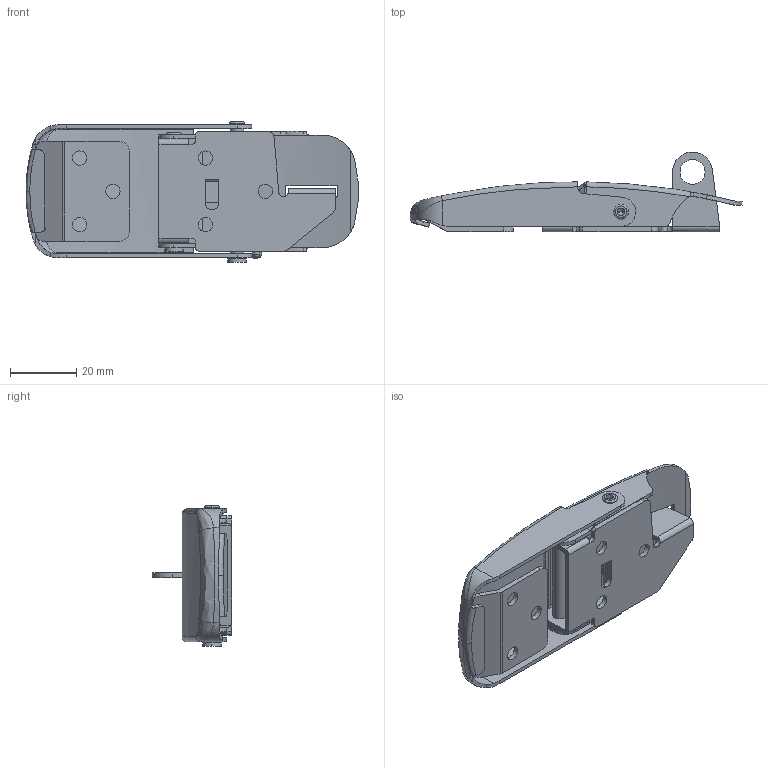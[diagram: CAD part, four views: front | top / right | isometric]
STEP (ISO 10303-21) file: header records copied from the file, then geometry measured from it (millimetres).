
FILE_DESCRIPTION (( 'STEP AP203' ), '1' );
FILE_NAME ('Žº‰ª•ÏŠ·.STEP', '2012-06-15T07:22:55', ( '' ), ( '' ), 'SwSTEP 2.0', 'SolidWorks 2011', '' );
FILE_SCHEMA (( 'CONFIG_CONTROL_DESIGN' ));
Length unit declared in the file: millimetre
Products named in the file (7): C-1143N-2-1_受け; C-1143N-2-1_オコシシャフト; C-1143N-2-1_鍵穴付オコシ; C-1143N-2-1_ベースシャフト; C-1143N-2-1_鍵穴付ベース; 室岡変換; C-1143N-2-1_カバー
Assembly tree (6 placements, depth 2):
  室岡変換
    C-1143N-2-1_受け
    C-1143N-2-1_鍵穴付オコシ
    C-1143N-2-1_カバー
    C-1143N-2-1_オコシシャフト
    C-1143N-2-1_ベースシャフト
    C-1143N-2-1_鍵穴付ベース
Bounding box: 99.88 x 23.99 x 42.4 mm (x, y, z)
Volume: 12385 mm3; surface area: 20386.3 mm2
Topology: 6 solids, 6 shells, 286 faces, 765 edges, 487 vertices
Faces by surface type: cylinder 135, plane 117, bspline 23, torus 7, cone 4
Entity records: 11037 total; most frequent: CARTESIAN_POINT 3258, ORIENTED_EDGE 1510, DIRECTION 1441, EDGE_CURVE 755, AXIS2_PLACEMENT_3D 523, VERTEX_POINT 487, LINE 395, VECTOR 395
